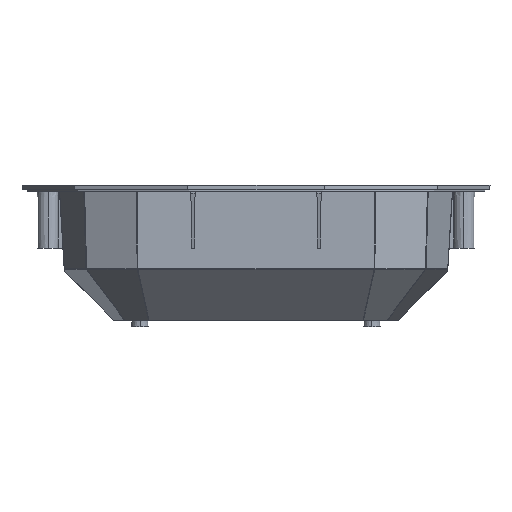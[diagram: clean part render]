
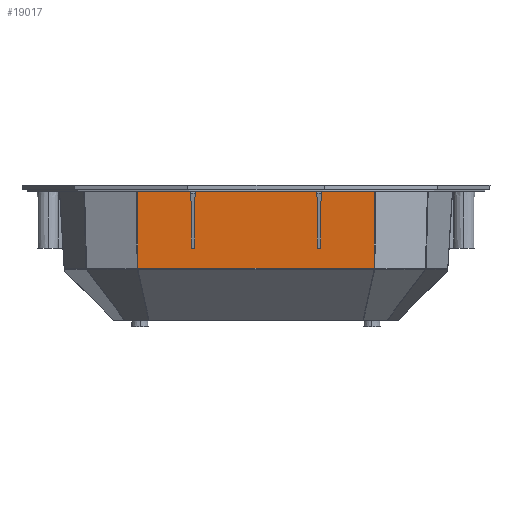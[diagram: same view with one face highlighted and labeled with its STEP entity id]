
A CAD part, left-side view. The second image highlights one B-rep face of the part: STEP entity #19017.
In plain terms, the highlighted planar face has unit normal (-0.999, 0, -0.035).
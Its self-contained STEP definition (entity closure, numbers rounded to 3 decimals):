
#7 = ORIENTED_EDGE ( 'NONE', *, *, #2076, .F. ) ;
#125 = VERTEX_POINT ( 'NONE', #3700 ) ;
#127 = ORIENTED_EDGE ( 'NONE', *, *, #163, .T. ) ;
#163 = EDGE_CURVE ( 'NONE', #14564, #15975, #18114, .T. ) ;
#366 = EDGE_CURVE ( 'NONE', #2298, #1107, #962, .T. ) ;
#836 = CARTESIAN_POINT ( 'NONE',  ( -101.752, 0., -18. ) ) ;
#899 = CARTESIAN_POINT ( 'NONE',  ( -102.381, -37.291, 0. ) ) ;
#962 = LINE ( 'NONE', #19226, #17137 ) ;
#1107 = VERTEX_POINT ( 'NONE', #10600 ) ;
#1343 = DIRECTION ( 'NONE',  ( 0.035, 0.009, -0.999 ) ) ;
#1665 = ORIENTED_EDGE ( 'NONE', *, *, #8151, .F. ) ;
#1823 = EDGE_CURVE ( 'NONE', #125, #9172, #17993, .T. ) ;
#1831 = VECTOR ( 'NONE', #1343, 1000. ) ;
#1916 = VECTOR ( 'NONE', #18746, 1000. ) ;
#2036 = EDGE_CURVE ( 'NONE', #16474, #11402, #15537, .T. ) ;
#2054 = CARTESIAN_POINT ( 'NONE',  ( -101.752, 19.5, -18. ) ) ;
#2076 = EDGE_CURVE ( 'NONE', #16474, #1107, #10423, .T. ) ;
#2093 = ORIENTED_EDGE ( 'NONE', *, *, #366, .T. ) ;
#2264 = DIRECTION ( 'NONE',  ( 0., -1., 0. ) ) ;
#2282 = VERTEX_POINT ( 'NONE', #11309 ) ;
#2298 = VERTEX_POINT ( 'NONE', #4946 ) ;
#2310 = ORIENTED_EDGE ( 'NONE', *, *, #18359, .F. ) ;
#2338 = CARTESIAN_POINT ( 'NONE',  ( -101.529, -37.291, -24.394 ) ) ;
#2996 = EDGE_CURVE ( 'NONE', #125, #16796, #16864, .T. ) ;
#3113 = VECTOR ( 'NONE', #10174, 1000. ) ;
#3252 = CARTESIAN_POINT ( 'NONE',  ( -101.529, 37.519, -24.394 ) ) ;
#3524 = VECTOR ( 'NONE', #19526, 1000. ) ;
#3700 = CARTESIAN_POINT ( 'NONE',  ( -102.381, 19.343, 0. ) ) ;
#3799 = CARTESIAN_POINT ( 'NONE',  ( -101.55, -37.291, -23.803 ) ) ;
#3810 = ORIENTED_EDGE ( 'NONE', *, *, #9702, .F. ) ;
#3929 = CARTESIAN_POINT ( 'NONE',  ( -101.751, -20.5, -18.026 ) ) ;
#4546 = AXIS2_PLACEMENT_3D ( 'NONE', #3799, #14736, #5402 ) ;
#4744 = ORIENTED_EDGE ( 'NONE', *, *, #1823, .T. ) ;
#4838 = CARTESIAN_POINT ( 'NONE',  ( -102.381, 20.657, 0. ) ) ;
#4946 = CARTESIAN_POINT ( 'NONE',  ( -101.529, -37.519, -24.394 ) ) ;
#4949 = VECTOR ( 'NONE', #8367, 1000. ) ;
#5128 = VECTOR ( 'NONE', #18306, 1000. ) ;
#5245 = EDGE_CURVE ( 'NONE', #5991, #9172, #5249, .T. ) ;
#5249 = LINE ( 'NONE', #836, #16723 ) ;
#5402 = DIRECTION ( 'NONE',  ( 0.035, 0., -0.999 ) ) ;
#5936 = EDGE_CURVE ( 'NONE', #15975, #2298, #16919, .T. ) ;
#5991 = VERTEX_POINT ( 'NONE', #17168 ) ;
#6244 = VECTOR ( 'NONE', #19595, 1000. ) ;
#8151 = EDGE_CURVE ( 'NONE', #14564, #19947, #12369, .T. ) ;
#8160 = EDGE_LOOP ( 'NONE', ( #127, #14706, #2093, #7, #13109, #2310, #17720, #10466, #4744, #17220, #3810, #1665 ) ) ;
#8334 = DIRECTION ( 'NONE',  ( 0., -1., 0. ) ) ;
#8367 = DIRECTION ( 'NONE',  ( 0., -1., 0. ) ) ;
#9172 = VERTEX_POINT ( 'NONE', #2054 ) ;
#9702 = EDGE_CURVE ( 'NONE', #19947, #5991, #13441, .T. ) ;
#10054 = CARTESIAN_POINT ( 'NONE',  ( -102.381, -37.291, 0. ) ) ;
#10174 = DIRECTION ( 'NONE',  ( 0.035, -0.009, -0.999 ) ) ;
#10423 = LINE ( 'NONE', #899, #6244 ) ;
#10466 = ORIENTED_EDGE ( 'NONE', *, *, #2996, .F. ) ;
#10600 = CARTESIAN_POINT ( 'NONE',  ( -102.381, -37.708, 0. ) ) ;
#10719 = FACE_OUTER_BOUND ( 'NONE', #8160, .T. ) ;
#10892 = DIRECTION ( 'NONE',  ( 0.035, -0.008, -0.999 ) ) ;
#11309 = CARTESIAN_POINT ( 'NONE',  ( -101.752, -19.5, -18. ) ) ;
#11402 = VERTEX_POINT ( 'NONE', #12589 ) ;
#12369 = LINE ( 'NONE', #15858, #15559 ) ;
#12589 = CARTESIAN_POINT ( 'NONE',  ( -101.752, -20.5, -18. ) ) ;
#12731 = VECTOR ( 'NONE', #2264, 1000. ) ;
#13109 = ORIENTED_EDGE ( 'NONE', *, *, #2036, .T. ) ;
#13441 = LINE ( 'NONE', #19878, #5128 ) ;
#13798 = CARTESIAN_POINT ( 'NONE',  ( -102.381, -20.657, 0. ) ) ;
#13967 = VECTOR ( 'NONE', #10892, 1000. ) ;
#14407 = LINE ( 'NONE', #17172, #1916 ) ;
#14564 = VERTEX_POINT ( 'NONE', #19832 ) ;
#14706 = ORIENTED_EDGE ( 'NONE', *, *, #5936, .T. ) ;
#14736 = DIRECTION ( 'NONE',  ( 0.999, 0., 0.035 ) ) ;
#15122 = LINE ( 'NONE', #19488, #3113 ) ;
#15385 = CARTESIAN_POINT ( 'NONE',  ( -101.751, 19.5, -18.026 ) ) ;
#15537 = LINE ( 'NONE', #3929, #3524 ) ;
#15559 = VECTOR ( 'NONE', #19978, 1000. ) ;
#15858 = CARTESIAN_POINT ( 'NONE',  ( -102.381, -37.291, 0. ) ) ;
#15975 = VERTEX_POINT ( 'NONE', #3252 ) ;
#16474 = VERTEX_POINT ( 'NONE', #13798 ) ;
#16723 = VECTOR ( 'NONE', #8334, 1000. ) ;
#16796 = VERTEX_POINT ( 'NONE', #19170 ) ;
#16864 = LINE ( 'NONE', #10054, #12731 ) ;
#16919 = LINE ( 'NONE', #2338, #4949 ) ;
#17137 = VECTOR ( 'NONE', #20054, 1000. ) ;
#17161 = CARTESIAN_POINT ( 'NONE',  ( -101.529, 37.52, -24.382 ) ) ;
#17168 = CARTESIAN_POINT ( 'NONE',  ( -101.752, 20.5, -18. ) ) ;
#17172 = CARTESIAN_POINT ( 'NONE',  ( -101.752, 0., -18. ) ) ;
#17220 = ORIENTED_EDGE ( 'NONE', *, *, #5245, .F. ) ;
#17720 = ORIENTED_EDGE ( 'NONE', *, *, #18595, .F. ) ;
#17833 = PLANE ( 'NONE',  #4546 ) ;
#17993 = LINE ( 'NONE', #15385, #1831 ) ;
#18114 = LINE ( 'NONE', #17161, #13967 ) ;
#18306 = DIRECTION ( 'NONE',  ( 0.035, -0.009, -0.999 ) ) ;
#18359 = EDGE_CURVE ( 'NONE', #2282, #11402, #14407, .T. ) ;
#18595 = EDGE_CURVE ( 'NONE', #16796, #2282, #15122, .T. ) ;
#18746 = DIRECTION ( 'NONE',  ( 0., -1., 0. ) ) ;
#19017 = ADVANCED_FACE ( 'NONE', ( #10719 ), #17833, .F. ) ;
#19170 = CARTESIAN_POINT ( 'NONE',  ( -102.381, -19.343, 0. ) ) ;
#19226 = CARTESIAN_POINT ( 'NONE',  ( -101.55, -37.524, -23.805 ) ) ;
#19488 = CARTESIAN_POINT ( 'NONE',  ( -101.751, -19.5, -18.026 ) ) ;
#19526 = DIRECTION ( 'NONE',  ( 0.035, 0.009, -0.999 ) ) ;
#19595 = DIRECTION ( 'NONE',  ( 0., -1., 0. ) ) ;
#19832 = CARTESIAN_POINT ( 'NONE',  ( -102.381, 37.708, 0. ) ) ;
#19878 = CARTESIAN_POINT ( 'NONE',  ( -101.751, 20.5, -18.026 ) ) ;
#19947 = VERTEX_POINT ( 'NONE', #4838 ) ;
#19978 = DIRECTION ( 'NONE',  ( 0., -1., 0. ) ) ;
#20054 = DIRECTION ( 'NONE',  ( -0.035, -0.008, 0.999 ) ) ;
